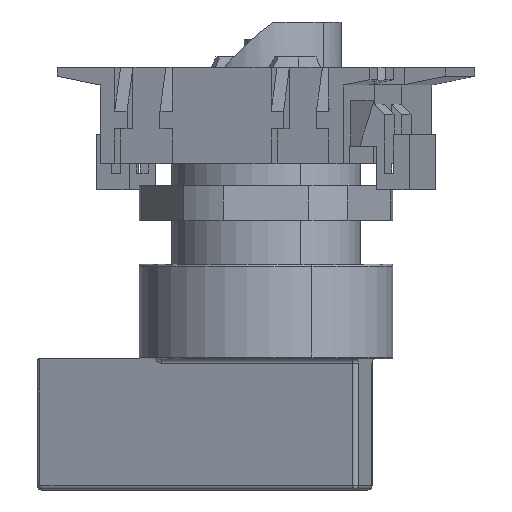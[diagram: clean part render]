
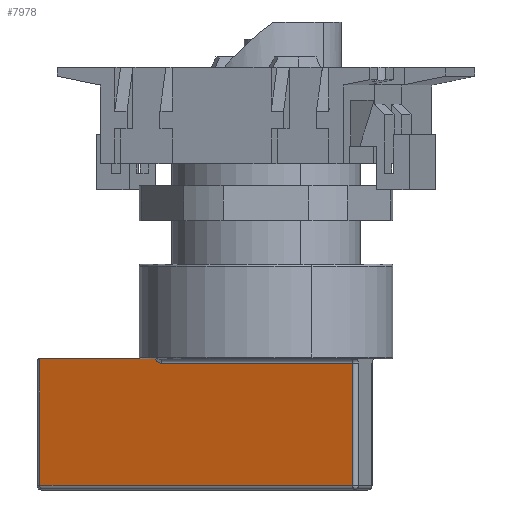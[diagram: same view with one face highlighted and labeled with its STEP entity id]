
A CAD part, front view. The second image highlights one B-rep face of the part: STEP entity #7978.
In plain terms, the highlighted planar face has unit normal (-0.337, -0.941, 0).
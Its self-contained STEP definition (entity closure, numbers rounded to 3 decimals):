
#108 = CARTESIAN_POINT ( 'NONE',  ( -25.838, 6.334, -30.3 ) ) ;
#256 = AXIS2_PLACEMENT_3D ( 'NONE', #3210, #3190, #3176 ) ;
#310 = CARTESIAN_POINT ( 'NONE',  ( 9.937, -6.48, -30.3 ) ) ;
#494 = LINE ( 'NONE', #3791, #5085 ) ;
#522 = EDGE_CURVE ( 'NONE', #10897, #14530, #4095, .T. ) ;
#866 = VERTEX_POINT ( 'NONE', #108 ) ;
#1011 = DIRECTION ( 'NONE',  ( 0., 0., 1. ) ) ;
#1100 = CARTESIAN_POINT ( 'NONE',  ( 9.937, -6.48, -16.3 ) ) ;
#2147 = CARTESIAN_POINT ( 'NONE',  ( -12.47, 1.546, -16.076 ) ) ;
#2185 = ORIENTED_EDGE ( 'NONE', *, *, #12536, .T. ) ;
#2287 = VECTOR ( 'NONE', #10247, 1000. ) ;
#2331 = CARTESIAN_POINT ( 'NONE',  ( -25.838, 6.334, -15.8 ) ) ;
#2593 = CARTESIAN_POINT ( 'NONE',  ( 9.937, -6.48, -30.8 ) ) ;
#2628 = EDGE_CURVE ( 'NONE', #9341, #10608, #11639, .T. ) ;
#2957 = VERTEX_POINT ( 'NONE', #310 ) ;
#3105 = VECTOR ( 'NONE', #12633, 1000. ) ;
#3176 = DIRECTION ( 'NONE',  ( 0.941, -0.337, 0. ) ) ;
#3190 = DIRECTION ( 'NONE',  ( 0.337, 0.941, 0. ) ) ;
#3210 = CARTESIAN_POINT ( 'NONE',  ( -26.308, 6.502, -30.8 ) ) ;
#3402 = PLANE ( 'NONE',  #256 ) ;
#3791 = CARTESIAN_POINT ( 'NONE',  ( 10.407, -6.649, -30.3 ) ) ;
#3883 = DIRECTION ( 'NONE',  ( 0.941, -0.337, 0. ) ) ;
#4095 = LINE ( 'NONE', #13882, #3105 ) ;
#4812 = ORIENTED_EDGE ( 'NONE', *, *, #522, .T. ) ;
#4985 = EDGE_LOOP ( 'NONE', ( #14177, #4812, #2185, #5009, #8153, #11350 ) ) ;
#5009 = ORIENTED_EDGE ( 'NONE', *, *, #2628, .T. ) ;
#5085 = VECTOR ( 'NONE', #3883, 1000. ) ;
#5201 = EDGE_CURVE ( 'NONE', #10608, #866, #12909, .T. ) ;
#5233 = B_SPLINE_CURVE_WITH_KNOTS ( 'NONE', 3,
 ( #14433, #12832, #10139, #2147, #5262, #12467 ),
 .UNSPECIFIED., .F., .F.,
 ( 4, 2, 4 ),
 ( 0., 0., 0.001 ),
 .UNSPECIFIED. ) ;
#5262 = CARTESIAN_POINT ( 'NONE',  ( -12.56, 1.578, -15.947 ) ) ;
#5738 = EDGE_CURVE ( 'NONE', #866, #2957, #494, .T. ) ;
#6746 = EDGE_CURVE ( 'NONE', #2957, #10897, #12493, .T. ) ;
#7929 = CARTESIAN_POINT ( 'NONE',  ( -11.949, 1.359, -16.3 ) ) ;
#7978 = ADVANCED_FACE ( 'NONE', ( #9623 ), #3402, .F. ) ;
#8153 = ORIENTED_EDGE ( 'NONE', *, *, #5201, .T. ) ;
#9341 = VERTEX_POINT ( 'NONE', #10638 ) ;
#9623 = FACE_OUTER_BOUND ( 'NONE', #4985, .T. ) ;
#10139 = CARTESIAN_POINT ( 'NONE',  ( -12.236, 1.462, -16.253 ) ) ;
#10207 = CARTESIAN_POINT ( 'NONE',  ( -26.308, 6.502, -15.8 ) ) ;
#10247 = DIRECTION ( 'NONE',  ( -0.941, 0.337, 0. ) ) ;
#10608 = VERTEX_POINT ( 'NONE', #2331 ) ;
#10638 = CARTESIAN_POINT ( 'NONE',  ( -12.603, 1.593, -15.8 ) ) ;
#10897 = VERTEX_POINT ( 'NONE', #1100 ) ;
#11350 = ORIENTED_EDGE ( 'NONE', *, *, #5738, .T. ) ;
#11639 = LINE ( 'NONE', #10207, #2287 ) ;
#12438 = VECTOR ( 'NONE', #1011, 1000. ) ;
#12467 = CARTESIAN_POINT ( 'NONE',  ( -12.603, 1.593, -15.8 ) ) ;
#12493 = LINE ( 'NONE', #2593, #12438 ) ;
#12536 = EDGE_CURVE ( 'NONE', #14530, #9341, #5233, .T. ) ;
#12633 = DIRECTION ( 'NONE',  ( -0.941, 0.337, 0. ) ) ;
#12832 = CARTESIAN_POINT ( 'NONE',  ( -12.094, 1.411, -16.3 ) ) ;
#12864 = VECTOR ( 'NONE', #13857, 1000. ) ;
#12909 = LINE ( 'NONE', #13832, #12864 ) ;
#13832 = CARTESIAN_POINT ( 'NONE',  ( -25.838, 6.334, -30.8 ) ) ;
#13857 = DIRECTION ( 'NONE',  ( 0., 0., -1. ) ) ;
#13882 = CARTESIAN_POINT ( 'NONE',  ( -26.308, 6.502, -16.3 ) ) ;
#14177 = ORIENTED_EDGE ( 'NONE', *, *, #6746, .T. ) ;
#14433 = CARTESIAN_POINT ( 'NONE',  ( -11.949, 1.359, -16.3 ) ) ;
#14530 = VERTEX_POINT ( 'NONE', #7929 ) ;
